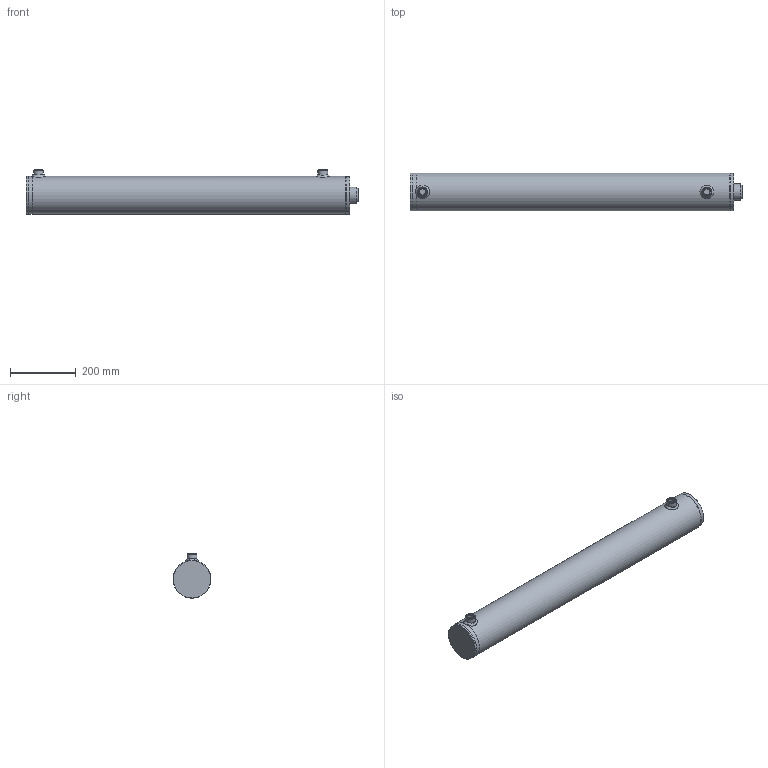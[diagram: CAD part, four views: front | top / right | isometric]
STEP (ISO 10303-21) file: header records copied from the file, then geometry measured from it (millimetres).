
FILE_DESCRIPTION( ( 'Unknown' ), '1' );
FILE_NAME( 'HM06500800.stp', 'Unknown', ( 'Unknown' ), ( 'Unknown' ), 'PSStep 17.0.49', 'Unknown', ' ' );
FILE_SCHEMA( ( 'AUTOMOTIVE_DESIGN { 1 0 10303 214 1 1 1 1 }' ) );
Length unit declared in the file: millimetre
Products named in the file (18): STL6700800-oa4; Saldatura d'angolo 1-oa2; CBS0800000; FTM6700800-oa3; CG11510050; CT00100033; Assem1; CF00100115; Saldatura con preparazione 1-oa0; Saldatura d'angolo 1-oa1; CDA0003320; APG0800000; SBL5060800
Assembly tree (15 placements, depth 3):
  Saldatura d'angolo 1-oa2
  Saldatura d'angolo 1-oa2
  Assem1
    CF00100115
    Saldatura con preparazione 1-oa0
    Saldatura con preparazione 1-oa0
    CBS0800000
    CDA0003320
    APG0800000  x2
    SBL5060800
    CG11510050
      CG11510050
    CT00100033
      CT00100033
    STL6700800-oa4
      CBS0800000
      FTM6700800-oa3
  Saldatura d'angolo 1-oa1
  Saldatura d'angolo 1-oa1
Bounding box: 1010 x 115 x 135 mm (x, y, z)
Volume: 5263669.2 mm3; surface area: 985443.6 mm2
Topology: 16 solids, 16 shells, 202 faces, 406 edges, 251 vertices
Faces by surface type: plane 60, cylinder 56, torus 36, cone 32, bspline 18
Full cylindrical faces by diameter (mm): 4.25 x1, 8 x2, 12 x1, 18.631 x2, 19.5 x2, 20.95 x2, 26 x2, 30 x2, 32.4 x1, 33 x5, 39.2 x1, 50 x6, 53 x3, 58.6 x1, 60 x1, 75 x1, 91.5 x1, 93.14 x2, 98.05 x2, 99.9 x1, 100 x1, 100.3 x1, 100.5 x1, 100.6 x1, 101 x1, 102 x3, 102.835 x1, 105 x1, 114 x1, 115 x4
Entity records: 8690 total; most frequent: CARTESIAN_POINT 3834, DIRECTION 730, ORIENTED_EDGE 452, AXIS2_PLACEMENT_3D 352, EDGE_LOOP 347, FACE_OUTER_BOUND 280, EDGE_CURVE 226, VERTEX_POINT 200
